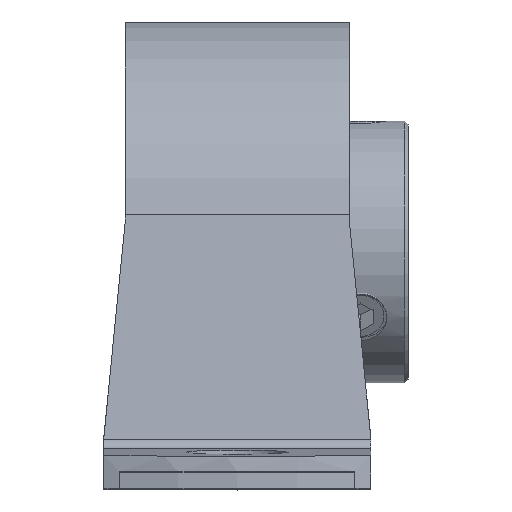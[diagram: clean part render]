
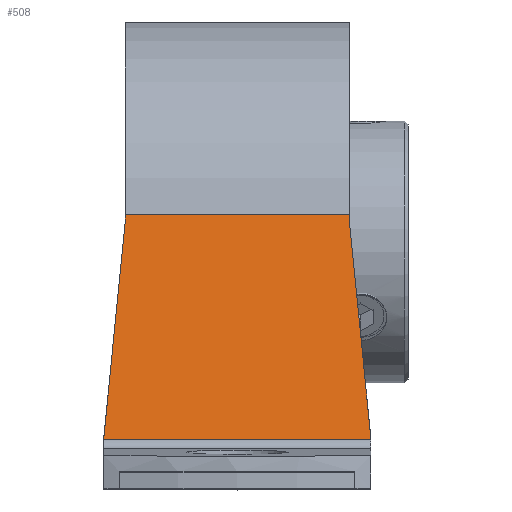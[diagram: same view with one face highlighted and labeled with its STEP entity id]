
A CAD part, top view. The second image highlights one B-rep face of the part: STEP entity #508.
In plain terms, the highlighted planar face has unit normal (0, 0.16, 0.987).
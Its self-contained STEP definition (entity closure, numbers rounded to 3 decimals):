
#508 = ADVANCED_FACE( '', ( #1001 ), #1002, .F. );
#1001 = FACE_OUTER_BOUND( '', #1534, .T. );
#1002 = PLANE( '', #1535 );
#1534 = EDGE_LOOP( '', ( #2756, #2757, #2758, #2759, #2760, #2761, #2762, #2763 ) );
#1535 = AXIS2_PLACEMENT_3D( '', #2764, #2765, #2766 );
#2756 = ORIENTED_EDGE( '', *, *, #2994, .T. );
#2757 = ORIENTED_EDGE( '', *, *, #2922, .T. );
#2758 = ORIENTED_EDGE( '', *, *, #3151, .T. );
#2759 = ORIENTED_EDGE( '', *, *, #3108, .F. );
#2760 = ORIENTED_EDGE( '', *, *, #3318, .F. );
#2761 = ORIENTED_EDGE( '', *, *, #3265, .T. );
#2762 = ORIENTED_EDGE( '', *, *, #2897, .T. );
#2763 = ORIENTED_EDGE( '', *, *, #2878, .T. );
#2764 = CARTESIAN_POINT( '', ( 25., 25.662, 21.321 ) );
#2765 = DIRECTION( '', ( 0., -0.16, -0.987 ) );
#2766 = DIRECTION( '', ( 0., 0.987, -0.16 ) );
#2878 = EDGE_CURVE( '', #3374, #3375, #3376, .T. );
#2897 = EDGE_CURVE( '', #3407, #3374, #3408, .T. );
#2922 = EDGE_CURVE( '', #3443, #3452, #3454, .T. );
#2994 = EDGE_CURVE( '', #3375, #3443, #3573, .T. );
#3108 = EDGE_CURVE( '', #3758, #3754, #3760, .T. );
#3151 = EDGE_CURVE( '', #3452, #3754, #3821, .T. );
#3265 = EDGE_CURVE( '', #3971, #3407, #3979, .T. );
#3318 = EDGE_CURVE( '', #3971, #3758, #4045, .T. );
#3374 = VERTEX_POINT( '', #4109 );
#3375 = VERTEX_POINT( '', #4110 );
#3376 = LINE( '', #4111, #4112 );
#3407 = VERTEX_POINT( '', #4152 );
#3408 = LINE( '', #4153, #4154 );
#3443 = VERTEX_POINT( '', #4199 );
#3452 = VERTEX_POINT( '', #4210 );
#3454 = LINE( '', #4213, #4214 );
#3573 = LINE( '', #4401, #4402 );
#3754 = VERTEX_POINT( '', #4724 );
#3758 = VERTEX_POINT( '', #4729 );
#3760 = LINE( '', #4731, #4732 );
#3821 = LINE( '', #4816, #4817 );
#3971 = VERTEX_POINT( '', #5238 );
#3979 = LINE( '', #5248, #5249 );
#4045 = LINE( '', #5390, #5391 );
#4109 = CARTESIAN_POINT( '', ( 23., 25.662, 21.321 ) );
#4110 = CARTESIAN_POINT( '', ( 2., 25.662, 21.321 ) );
#4111 = CARTESIAN_POINT( '', ( 25., 25.662, 21.321 ) );
#4112 = VECTOR( '', #5459, 1000. );
#4152 = CARTESIAN_POINT( '', ( 23., 24.941, 21.438 ) );
#4153 = CARTESIAN_POINT( '', ( 23., 25.662, 21.321 ) );
#4154 = VECTOR( '', #5484, 1000. );
#4199 = CARTESIAN_POINT( '', ( 2., 24.941, 21.438 ) );
#4210 = CARTESIAN_POINT( '', ( 0., 4.733, 24.719 ) );
#4213 = CARTESIAN_POINT( '', ( 2.288, 27.852, 20.965 ) );
#4214 = VECTOR( '', #5522, 1000. );
#4401 = CARTESIAN_POINT( '', ( 2., 25.662, 21.321 ) );
#4402 = VECTOR( '', #5608, 1000. );
#4724 = CARTESIAN_POINT( '', ( 0., 4.595, 24.741 ) );
#4729 = CARTESIAN_POINT( '', ( 25., 4.595, 24.741 ) );
#4731 = CARTESIAN_POINT( '', ( 25., 4.595, 24.741 ) );
#4732 = VECTOR( '', #5765, 1000. );
#4816 = CARTESIAN_POINT( '', ( 0., 25.662, 21.321 ) );
#4817 = VECTOR( '', #5810, 1000. );
#5238 = CARTESIAN_POINT( '', ( 25., 4.733, 24.719 ) );
#5248 = CARTESIAN_POINT( '', ( 22.948, 25.464, 21.353 ) );
#5249 = VECTOR( '', #5941, 1000. );
#5390 = CARTESIAN_POINT( '', ( 25., 25.662, 21.321 ) );
#5391 = VECTOR( '', #5993, 1000. );
#5459 = DIRECTION( '', ( -1., 0., 0. ) );
#5484 = DIRECTION( '', ( 0., 0.987, -0.16 ) );
#5522 = DIRECTION( '', ( -0.097, -0.982, 0.159 ) );
#5608 = DIRECTION( '', ( 0., -0.987, 0.16 ) );
#5765 = DIRECTION( '', ( -1., 0., 0. ) );
#5810 = DIRECTION( '', ( 0., -0.987, 0.16 ) );
#5941 = DIRECTION( '', ( -0.097, 0.982, -0.159 ) );
#5993 = DIRECTION( '', ( 0., -0.987, 0.16 ) );
